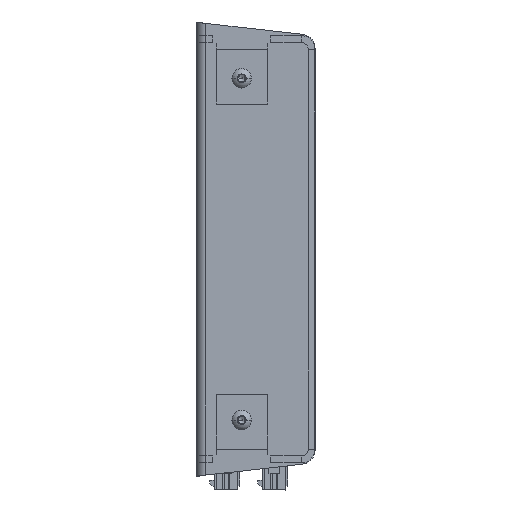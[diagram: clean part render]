
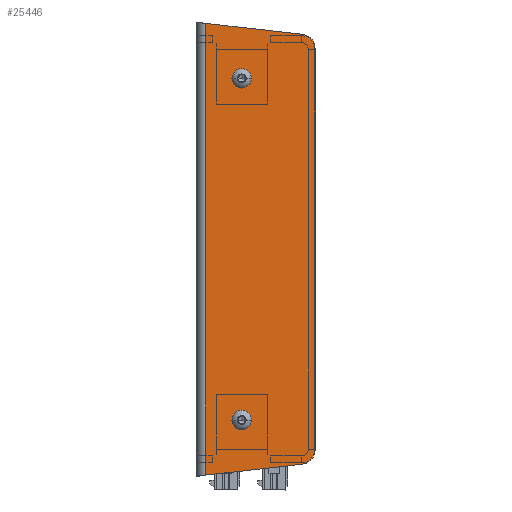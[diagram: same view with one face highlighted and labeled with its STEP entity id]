
A CAD part, left-side view. The second image highlights one B-rep face of the part: STEP entity #25446.
In plain terms, the highlighted planar face has unit normal (-1, 0, 0).
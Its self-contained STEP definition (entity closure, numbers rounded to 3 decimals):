
#50 = CARTESIAN_POINT ( 'NONE',  ( -125.6, -29.9, -66.425 ) ) ;
#320 = EDGE_CURVE ( 'NONE', #31223, #11717, #18735, .T. ) ;
#647 = EDGE_CURVE ( 'NONE', #8277, #48589, #8848, .T. ) ;
#870 = CARTESIAN_POINT ( 'NONE',  ( -125.6, -12.5, 42.5 ) ) ;
#1583 = CIRCLE ( 'NONE', #16041, 4. ) ;
#1834 = CARTESIAN_POINT ( 'NONE',  ( -125.6, -2., -73.593 ) ) ;
#2252 = ORIENTED_EDGE ( 'NONE', *, *, #3649, .F. ) ;
#3408 = CARTESIAN_POINT ( 'NONE',  ( -125.6, -33.9, -66.425 ) ) ;
#3649 = EDGE_CURVE ( 'NONE', #48631, #9139, #1583, .T. ) ;
#3927 = DIRECTION ( 'NONE',  ( 0., 0., -1. ) ) ;
#4236 = ORIENTED_EDGE ( 'NONE', *, *, #647, .F. ) ;
#4628 = DIRECTION ( 'NONE',  ( -1., 0., 0. ) ) ;
#5157 = ORIENTED_EDGE ( 'NONE', *, *, #20924, .T. ) ;
#5315 = DIRECTION ( 'NONE',  ( 0., 0.994, -0.112 ) ) ;
#5534 = CIRCLE ( 'NONE', #21708, 1.75 ) ;
#5582 = LINE ( 'NONE', #49874, #34055 ) ;
#5628 = DIRECTION ( 'NONE',  ( 1., 0., 0. ) ) ;
#7042 = CARTESIAN_POINT ( 'NONE',  ( -125.6, -29.9, 51.425 ) ) ;
#7459 = VERTEX_POINT ( 'NONE', #28947 ) ;
#7911 = LINE ( 'NONE', #24177, #23116 ) ;
#7944 = EDGE_LOOP ( 'NONE', ( #25063, #43633 ) ) ;
#8277 = VERTEX_POINT ( 'NONE', #41571 ) ;
#8838 = DIRECTION ( 'NONE',  ( 1., 0., 0. ) ) ;
#8848 = CIRCLE ( 'NONE', #13111, 1.75 ) ;
#8929 = CARTESIAN_POINT ( 'NONE',  ( -125.6, -30.348, 55.4 ) ) ;
#9139 = VERTEX_POINT ( 'NONE', #28889 ) ;
#9397 = EDGE_LOOP ( 'NONE', ( #34300, #2252, #32815, #19840, #5157, #29088 ) ) ;
#9439 = CARTESIAN_POINT ( 'NONE',  ( -125.6, -12.5, -57.5 ) ) ;
#9706 = DIRECTION ( 'NONE',  ( 1., 0., 0. ) ) ;
#10248 = DIRECTION ( 'NONE',  ( -1., 0., 0. ) ) ;
#11717 = VERTEX_POINT ( 'NONE', #39027 ) ;
#12292 = CARTESIAN_POINT ( 'NONE',  ( -125.6, -2., -7.5 ) ) ;
#12428 = CARTESIAN_POINT ( 'NONE',  ( -125.6, -10.75, -57.5 ) ) ;
#13111 = AXIS2_PLACEMENT_3D ( 'NONE', #28577, #40357, #23533 ) ;
#13783 = CARTESIAN_POINT ( 'NONE',  ( -125.6, 0., -7.5 ) ) ;
#13933 = EDGE_LOOP ( 'NONE', ( #4236, #16323 ) ) ;
#14050 = VECTOR ( 'NONE', #24801, 1000. ) ;
#16041 = AXIS2_PLACEMENT_3D ( 'NONE', #50, #8838, #37379 ) ;
#16323 = ORIENTED_EDGE ( 'NONE', *, *, #28617, .F. ) ;
#17192 = DIRECTION ( 'NONE',  ( 0., 0.994, 0.112 ) ) ;
#17882 = CARTESIAN_POINT ( 'NONE',  ( -125.6, -12.5, -57.5 ) ) ;
#18735 = CIRCLE ( 'NONE', #48571, 1.75 ) ;
#19840 = ORIENTED_EDGE ( 'NONE', *, *, #28488, .T. ) ;
#20924 = EDGE_CURVE ( 'NONE', #46530, #33603, #42008, .T. ) ;
#21708 = AXIS2_PLACEMENT_3D ( 'NONE', #17882, #5628, #50707 ) ;
#21801 = FACE_OUTER_BOUND ( 'NONE', #9397, .T. ) ;
#22047 = DIRECTION ( 'NONE',  ( 0., -1., 0. ) ) ;
#22777 = DIRECTION ( 'NONE',  ( 0., 1., 0. ) ) ;
#23116 = VECTOR ( 'NONE', #3927, 1000. ) ;
#23263 = AXIS2_PLACEMENT_3D ( 'NONE', #7042, #10248, #22777 ) ;
#23533 = DIRECTION ( 'NONE',  ( 0., 1., 0. ) ) ;
#24177 = CARTESIAN_POINT ( 'NONE',  ( -125.6, -33.9, -74. ) ) ;
#24801 = DIRECTION ( 'NONE',  ( 0., 0., -1. ) ) ;
#25063 = ORIENTED_EDGE ( 'NONE', *, *, #320, .T. ) ;
#25388 = DIRECTION ( 'NONE',  ( 0., 1., 0. ) ) ;
#25446 = ADVANCED_FACE ( 'NONE', ( #25791, #21801, #38340 ), #38082, .F. ) ;
#25791 = FACE_BOUND ( 'NONE', #7944, .T. ) ;
#26459 = CARTESIAN_POINT ( 'NONE',  ( -125.6, -30.348, 55.4 ) ) ;
#26683 = AXIS2_PLACEMENT_3D ( 'NONE', #870, #4628, #25388 ) ;
#28352 = CIRCLE ( 'NONE', #26683, 1.75 ) ;
#28488 = EDGE_CURVE ( 'NONE', #7459, #46530, #35160, .T. ) ;
#28577 = CARTESIAN_POINT ( 'NONE',  ( -125.6, -12.5, 42.5 ) ) ;
#28617 = EDGE_CURVE ( 'NONE', #48589, #8277, #28352, .T. ) ;
#28889 = CARTESIAN_POINT ( 'NONE',  ( -125.6, -30.348, -70.4 ) ) ;
#28947 = CARTESIAN_POINT ( 'NONE',  ( -125.6, -33.9, 51.425 ) ) ;
#29088 = ORIENTED_EDGE ( 'NONE', *, *, #30457, .T. ) ;
#30061 = DIRECTION ( 'NONE',  ( 1., 0., 0. ) ) ;
#30457 = EDGE_CURVE ( 'NONE', #33603, #35043, #49364, .T. ) ;
#31223 = VERTEX_POINT ( 'NONE', #12428 ) ;
#32796 = EDGE_CURVE ( 'NONE', #7459, #48631, #7911, .T. ) ;
#32815 = ORIENTED_EDGE ( 'NONE', *, *, #32796, .F. ) ;
#33603 = VERTEX_POINT ( 'NONE', #52287 ) ;
#34055 = VECTOR ( 'NONE', #5315, 1000. ) ;
#34300 = ORIENTED_EDGE ( 'NONE', *, *, #49521, .F. ) ;
#35043 = VERTEX_POINT ( 'NONE', #1834 ) ;
#35160 = CIRCLE ( 'NONE', #23263, 4. ) ;
#37379 = DIRECTION ( 'NONE',  ( 0., 1., 0. ) ) ;
#38082 = PLANE ( 'NONE',  #42734 ) ;
#38340 = FACE_BOUND ( 'NONE', #13933, .T. ) ;
#39027 = CARTESIAN_POINT ( 'NONE',  ( -125.6, -14.25, -57.5 ) ) ;
#39814 = EDGE_CURVE ( 'NONE', #11717, #31223, #5534, .T. ) ;
#40357 = DIRECTION ( 'NONE',  ( -1., 0., 0. ) ) ;
#41571 = CARTESIAN_POINT ( 'NONE',  ( -125.6, -10.75, 42.5 ) ) ;
#42008 = LINE ( 'NONE', #8929, #44945 ) ;
#42734 = AXIS2_PLACEMENT_3D ( 'NONE', #13783, #30061, #22047 ) ;
#42897 = CARTESIAN_POINT ( 'NONE',  ( -125.6, -14.25, 42.5 ) ) ;
#43633 = ORIENTED_EDGE ( 'NONE', *, *, #39814, .T. ) ;
#44945 = VECTOR ( 'NONE', #17192, 1000. ) ;
#46530 = VERTEX_POINT ( 'NONE', #26459 ) ;
#48571 = AXIS2_PLACEMENT_3D ( 'NONE', #9439, #9706, #50266 ) ;
#48589 = VERTEX_POINT ( 'NONE', #42897 ) ;
#48631 = VERTEX_POINT ( 'NONE', #3408 ) ;
#49364 = LINE ( 'NONE', #12292, #14050 ) ;
#49521 = EDGE_CURVE ( 'NONE', #9139, #35043, #5582, .T. ) ;
#49874 = CARTESIAN_POINT ( 'NONE',  ( -125.6, -30.348, -70.4 ) ) ;
#50266 = DIRECTION ( 'NONE',  ( 0., 1., 0. ) ) ;
#50707 = DIRECTION ( 'NONE',  ( 0., 1., 0. ) ) ;
#52287 = CARTESIAN_POINT ( 'NONE',  ( -125.6, -2., 58.593 ) ) ;
